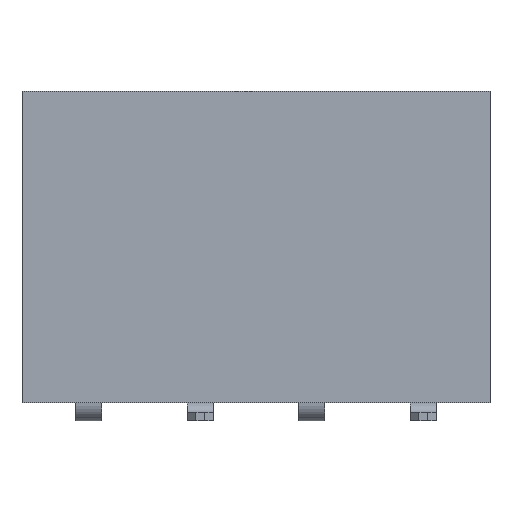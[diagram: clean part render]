
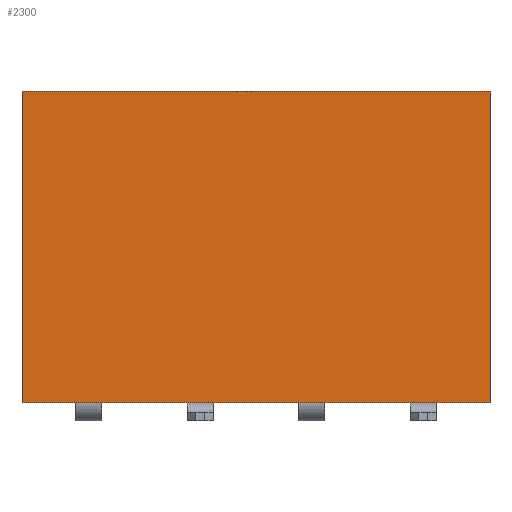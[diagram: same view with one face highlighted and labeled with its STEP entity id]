
A CAD part, front view. The second image highlights one B-rep face of the part: STEP entity #2300.
In plain terms, the highlighted planar face has unit normal (0, -1, 0).
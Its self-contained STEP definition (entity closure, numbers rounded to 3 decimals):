
#222=ORIENTED_EDGE('',*,*,#876,.T.);
#223=ORIENTED_EDGE('',*,*,#882,.T.);
#224=ORIENTED_EDGE('',*,*,#889,.T.);
#225=ORIENTED_EDGE('',*,*,#812,.T.);
#812=EDGE_CURVE('',#1151,#1150,#1366,.T.);
#876=EDGE_CURVE('',#1150,#1213,#1430,.T.);
#882=EDGE_CURVE('',#1213,#1217,#1436,.T.);
#889=EDGE_CURVE('',#1217,#1151,#1443,.T.);
#1150=VERTEX_POINT('',#3270);
#1151=VERTEX_POINT('',#3272);
#1213=VERTEX_POINT('',#3407);
#1217=VERTEX_POINT('',#3418);
#1366=LINE('',#3271,#1648);
#1430=LINE('',#3408,#1712);
#1436=LINE('',#3419,#1718);
#1443=LINE('',#3430,#1725);
#1648=VECTOR('',#2628,1000.);
#1712=VECTOR('',#2712,1000.);
#1718=VECTOR('',#2720,1000.);
#1725=VECTOR('',#2731,1000.);
#1942=EDGE_LOOP('',(#222,#223,#224,#225));
#2076=FACE_BOUND('',#1942,.T.);
#2202=PLANE('',#2453);
#2300=ADVANCED_FACE('',(#2076),#2202,.T.);
#2453=AXIS2_PLACEMENT_3D('',#3431,#2732,#2733);
#2628=DIRECTION('',(-1.,0.,0.));
#2712=DIRECTION('',(0.,0.,-1.));
#2720=DIRECTION('',(1.,0.,0.));
#2731=DIRECTION('',(0.,0.,1.));
#2732=DIRECTION('',(0.,-1.,0.));
#2733=DIRECTION('',(0.,0.,-1.));
#3270=CARTESIAN_POINT('',(-5.33,-1.25,3.55));
#3271=CARTESIAN_POINT('',(5.33,-1.25,3.55));
#3272=CARTESIAN_POINT('',(5.33,-1.25,3.55));
#3407=CARTESIAN_POINT('',(-5.33,-1.25,-3.55));
#3408=CARTESIAN_POINT('',(-5.33,-1.25,3.55));
#3418=CARTESIAN_POINT('',(5.33,-1.25,-3.55));
#3419=CARTESIAN_POINT('',(-5.33,-1.25,-3.55));
#3430=CARTESIAN_POINT('',(5.33,-1.25,-3.55));
#3431=CARTESIAN_POINT('',(0.,-1.25,0.));
